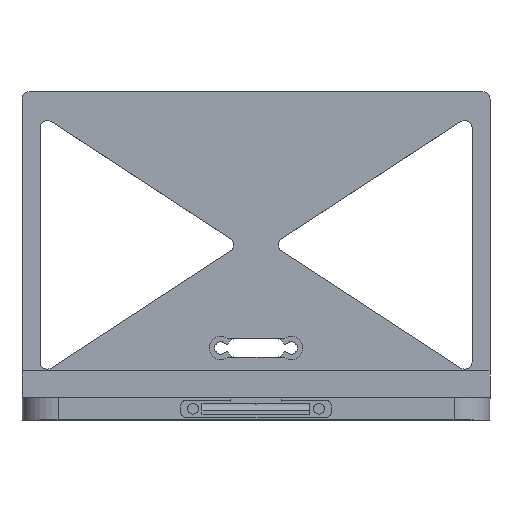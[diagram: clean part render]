
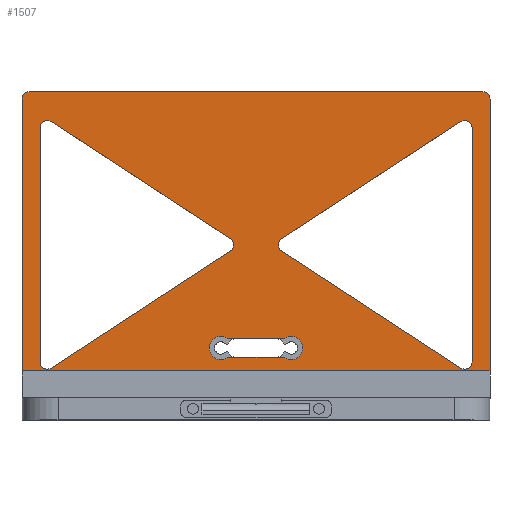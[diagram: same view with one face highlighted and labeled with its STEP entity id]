
A CAD part, top view. The second image highlights one B-rep face of the part: STEP entity #1507.
In plain terms, the highlighted planar face has unit normal (0, 0, 1).
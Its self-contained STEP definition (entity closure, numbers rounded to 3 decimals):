
#23=FACE_BOUND('',#272,.T.);
#24=FACE_BOUND('',#273,.T.);
#25=FACE_BOUND('',#274,.T.);
#93=CIRCLE('',#1630,2.);
#94=CIRCLE('',#1631,2.);
#95=CIRCLE('',#1632,2.);
#96=CIRCLE('',#1633,2.);
#97=CIRCLE('',#1634,2.);
#98=CIRCLE('',#1635,2.);
#99=CIRCLE('',#1636,2.);
#100=CIRCLE('',#1637,2.);
#101=CIRCLE('',#1638,0.2);
#102=CIRCLE('',#1639,0.2);
#103=CIRCLE('',#1640,3.25);
#104=CIRCLE('',#1641,0.2);
#105=CIRCLE('',#1642,0.2);
#106=CIRCLE('',#1643,3.25);
#185=FACE_OUTER_BOUND('',#271,.T.);
#271=EDGE_LOOP('',(#1187,#1188,#1189,#1190,#1191,#1192));
#272=EDGE_LOOP('',(#1193,#1194,#1195,#1196,#1197,#1198));
#273=EDGE_LOOP('',(#1199,#1200,#1201,#1202,#1203,#1204));
#274=EDGE_LOOP('',(#1205,#1206,#1207,#1208,#1209,#1210,#1211,#1212));
#399=LINE('',#2398,#543);
#402=LINE('',#2406,#546);
#405=LINE('',#2412,#549);
#406=LINE('',#2416,#550);
#407=LINE('',#2420,#551);
#408=LINE('',#2424,#552);
#409=LINE('',#2428,#553);
#410=LINE('',#2432,#554);
#411=LINE('',#2436,#555);
#412=LINE('',#2440,#556);
#413=LINE('',#2446,#557);
#414=LINE('',#2454,#558);
#543=VECTOR('',#1927,10.);
#546=VECTOR('',#1934,10.);
#549=VECTOR('',#1939,10.);
#550=VECTOR('',#1942,10.);
#551=VECTOR('',#1945,10.);
#552=VECTOR('',#1948,10.);
#553=VECTOR('',#1951,10.);
#554=VECTOR('',#1954,10.);
#555=VECTOR('',#1957,10.);
#556=VECTOR('',#1960,10.);
#557=VECTOR('',#1965,10.);
#558=VECTOR('',#1972,10.);
#676=VERTEX_POINT('',#2394);
#678=VERTEX_POINT('',#2397);
#681=VERTEX_POINT('',#2405);
#683=VERTEX_POINT('',#2411);
#684=VERTEX_POINT('',#2413);
#685=VERTEX_POINT('',#2415);
#686=VERTEX_POINT('',#2418);
#687=VERTEX_POINT('',#2419);
#688=VERTEX_POINT('',#2421);
#689=VERTEX_POINT('',#2423);
#690=VERTEX_POINT('',#2425);
#691=VERTEX_POINT('',#2427);
#692=VERTEX_POINT('',#2430);
#693=VERTEX_POINT('',#2431);
#694=VERTEX_POINT('',#2433);
#695=VERTEX_POINT('',#2435);
#696=VERTEX_POINT('',#2437);
#697=VERTEX_POINT('',#2439);
#698=VERTEX_POINT('',#2442);
#699=VERTEX_POINT('',#2443);
#700=VERTEX_POINT('',#2445);
#701=VERTEX_POINT('',#2447);
#702=VERTEX_POINT('',#2449);
#703=VERTEX_POINT('',#2451);
#704=VERTEX_POINT('',#2453);
#705=VERTEX_POINT('',#2455);
#858=EDGE_CURVE('',#678,#676,#399,.T.);
#862=EDGE_CURVE('',#681,#678,#402,.T.);
#865=EDGE_CURVE('',#676,#683,#405,.T.);
#866=EDGE_CURVE('',#684,#683,#93,.T.);
#867=EDGE_CURVE('',#684,#685,#406,.T.);
#868=EDGE_CURVE('',#681,#685,#94,.T.);
#869=EDGE_CURVE('',#686,#687,#407,.T.);
#870=EDGE_CURVE('',#688,#687,#95,.T.);
#871=EDGE_CURVE('',#688,#689,#408,.T.);
#872=EDGE_CURVE('',#690,#689,#96,.T.);
#873=EDGE_CURVE('',#690,#691,#409,.T.);
#874=EDGE_CURVE('',#686,#691,#97,.T.);
#875=EDGE_CURVE('',#692,#693,#410,.T.);
#876=EDGE_CURVE('',#694,#693,#98,.T.);
#877=EDGE_CURVE('',#694,#695,#411,.T.);
#878=EDGE_CURVE('',#696,#695,#99,.T.);
#879=EDGE_CURVE('',#696,#697,#412,.T.);
#880=EDGE_CURVE('',#692,#697,#100,.T.);
#881=EDGE_CURVE('',#698,#699,#101,.T.);
#882=EDGE_CURVE('',#698,#700,#413,.T.);
#883=EDGE_CURVE('',#701,#700,#102,.T.);
#884=EDGE_CURVE('',#701,#702,#103,.T.);
#885=EDGE_CURVE('',#703,#702,#104,.T.);
#886=EDGE_CURVE('',#703,#704,#414,.T.);
#887=EDGE_CURVE('',#705,#704,#105,.T.);
#888=EDGE_CURVE('',#705,#699,#106,.T.);
#1187=ORIENTED_EDGE('',*,*,#858,.T.);
#1188=ORIENTED_EDGE('',*,*,#865,.T.);
#1189=ORIENTED_EDGE('',*,*,#866,.F.);
#1190=ORIENTED_EDGE('',*,*,#867,.T.);
#1191=ORIENTED_EDGE('',*,*,#868,.F.);
#1192=ORIENTED_EDGE('',*,*,#862,.T.);
#1193=ORIENTED_EDGE('',*,*,#869,.T.);
#1194=ORIENTED_EDGE('',*,*,#870,.F.);
#1195=ORIENTED_EDGE('',*,*,#871,.T.);
#1196=ORIENTED_EDGE('',*,*,#872,.F.);
#1197=ORIENTED_EDGE('',*,*,#873,.T.);
#1198=ORIENTED_EDGE('',*,*,#874,.F.);
#1199=ORIENTED_EDGE('',*,*,#875,.T.);
#1200=ORIENTED_EDGE('',*,*,#876,.F.);
#1201=ORIENTED_EDGE('',*,*,#877,.T.);
#1202=ORIENTED_EDGE('',*,*,#878,.F.);
#1203=ORIENTED_EDGE('',*,*,#879,.T.);
#1204=ORIENTED_EDGE('',*,*,#880,.F.);
#1205=ORIENTED_EDGE('',*,*,#881,.F.);
#1206=ORIENTED_EDGE('',*,*,#882,.T.);
#1207=ORIENTED_EDGE('',*,*,#883,.F.);
#1208=ORIENTED_EDGE('',*,*,#884,.T.);
#1209=ORIENTED_EDGE('',*,*,#885,.F.);
#1210=ORIENTED_EDGE('',*,*,#886,.T.);
#1211=ORIENTED_EDGE('',*,*,#887,.F.);
#1212=ORIENTED_EDGE('',*,*,#888,.T.);
#1452=PLANE('',#1629);
#1507=ADVANCED_FACE('',(#185,#23,#24,#25),#1452,.T.);
#1629=AXIS2_PLACEMENT_3D('',#2410,#1937,#1938);
#1630=AXIS2_PLACEMENT_3D('',#2414,#1940,#1941);
#1631=AXIS2_PLACEMENT_3D('',#2417,#1943,#1944);
#1632=AXIS2_PLACEMENT_3D('',#2422,#1946,#1947);
#1633=AXIS2_PLACEMENT_3D('',#2426,#1949,#1950);
#1634=AXIS2_PLACEMENT_3D('',#2429,#1952,#1953);
#1635=AXIS2_PLACEMENT_3D('',#2434,#1955,#1956);
#1636=AXIS2_PLACEMENT_3D('',#2438,#1958,#1959);
#1637=AXIS2_PLACEMENT_3D('',#2441,#1961,#1962);
#1638=AXIS2_PLACEMENT_3D('',#2444,#1963,#1964);
#1639=AXIS2_PLACEMENT_3D('',#2448,#1966,#1967);
#1640=AXIS2_PLACEMENT_3D('',#2450,#1968,#1969);
#1641=AXIS2_PLACEMENT_3D('',#2452,#1970,#1971);
#1642=AXIS2_PLACEMENT_3D('',#2456,#1973,#1974);
#1643=AXIS2_PLACEMENT_3D('',#2457,#1975,#1976);
#1927=DIRECTION('',(1.,0.,0.));
#1934=DIRECTION('',(0.,-1.,0.));
#1937=DIRECTION('center_axis',(0.,0.,1.));
#1938=DIRECTION('ref_axis',(1.,0.,0.));
#1939=DIRECTION('',(0.,1.,0.));
#1940=DIRECTION('center_axis',(0.,0.,-1.));
#1941=DIRECTION('ref_axis',(0.707,0.707,0.));
#1942=DIRECTION('',(-1.,0.,0.));
#1943=DIRECTION('center_axis',(0.,0.,-1.));
#1944=DIRECTION('ref_axis',(-0.707,0.707,0.));
#1945=DIRECTION('',(0.837,0.547,0.));
#1946=DIRECTION('center_axis',(0.,0.,1.));
#1947=DIRECTION('ref_axis',(0.476,0.88,0.));
#1948=DIRECTION('',(0.,-1.,0.));
#1949=DIRECTION('center_axis',(0.,0.,1.));
#1950=DIRECTION('ref_axis',(0.476,-0.88,0.));
#1951=DIRECTION('',(-0.837,0.547,0.));
#1952=DIRECTION('center_axis',(0.,0.,1.));
#1953=DIRECTION('ref_axis',(-1.,0.,0.));
#1954=DIRECTION('',(0.,1.,0.));
#1955=DIRECTION('center_axis',(0.,0.,1.));
#1956=DIRECTION('ref_axis',(-0.476,0.88,0.));
#1957=DIRECTION('',(0.837,-0.547,0.));
#1958=DIRECTION('center_axis',(0.,0.,1.));
#1959=DIRECTION('ref_axis',(1.,0.,0.));
#1960=DIRECTION('',(-0.837,-0.547,0.));
#1961=DIRECTION('center_axis',(0.,0.,1.));
#1962=DIRECTION('ref_axis',(-0.476,-0.88,0.));
#1963=DIRECTION('center_axis',(0.,0.,-1.));
#1964=DIRECTION('ref_axis',(-0.295,-0.956,0.));
#1965=DIRECTION('',(1.,0.,0.));
#1966=DIRECTION('center_axis',(0.,0.,-1.));
#1967=DIRECTION('ref_axis',(0.295,-0.956,0.));
#1968=DIRECTION('center_axis',(0.,0.,-1.));
#1969=DIRECTION('ref_axis',(1.,0.,0.));
#1970=DIRECTION('center_axis',(0.,0.,-1.));
#1971=DIRECTION('ref_axis',(0.295,0.956,0.));
#1972=DIRECTION('',(-1.,0.,0.));
#1973=DIRECTION('center_axis',(0.,0.,-1.));
#1974=DIRECTION('ref_axis',(-0.295,0.956,0.));
#1975=DIRECTION('center_axis',(0.,0.,-1.));
#1976=DIRECTION('ref_axis',(1.,0.,0.));
#2394=CARTESIAN_POINT('',(65.,-35.,10.));
#2397=CARTESIAN_POINT('',(-65.,-35.,10.));
#2398=CARTESIAN_POINT('',(0.,-35.,10.));
#2405=CARTESIAN_POINT('',(-65.,40.5,10.));
#2406=CARTESIAN_POINT('',(-65.,-42.5,10.));
#2410=CARTESIAN_POINT('Origin',(0.,0.,
10.));
#2411=CARTESIAN_POINT('',(65.,40.5,10.));
#2412=CARTESIAN_POINT('',(65.,42.5,10.));
#2413=CARTESIAN_POINT('',(63.,42.5,10.));
#2414=CARTESIAN_POINT('Origin',(63.,40.5,10.));
#2415=CARTESIAN_POINT('',(-63.,42.5,10.));
#2416=CARTESIAN_POINT('',(-65.,42.5,10.));
#2417=CARTESIAN_POINT('Origin',(-63.,40.5,10.));
#2418=CARTESIAN_POINT('',(7.128,1.674,10.));
#2419=CARTESIAN_POINT('',(56.906,34.22,10.));
#2420=CARTESIAN_POINT('',(65.,39.513,10.));
#2421=CARTESIAN_POINT('',(60.,32.547,10.));
#2422=CARTESIAN_POINT('Origin',(58.,32.547,10.));
#2423=CARTESIAN_POINT('',(60.,-32.547,10.));
#2424=CARTESIAN_POINT('',(60.,42.5,10.));
#2425=CARTESIAN_POINT('',(56.906,-34.22,10.));
#2426=CARTESIAN_POINT('Origin',(58.,-32.547,10.));
#2427=CARTESIAN_POINT('',(7.128,-1.674,10.));
#2428=CARTESIAN_POINT('',(-60.432,42.5,10.));
#2429=CARTESIAN_POINT('Origin',(8.223,0.,10.));
#2430=CARTESIAN_POINT('',(-60.,-32.547,10.));
#2431=CARTESIAN_POINT('',(-60.,32.547,10.));
#2432=CARTESIAN_POINT('',(-60.,42.5,10.));
#2433=CARTESIAN_POINT('',(-56.906,34.22,10.));
#2434=CARTESIAN_POINT('Origin',(-58.,32.547,10.));
#2435=CARTESIAN_POINT('',(-7.128,1.674,10.));
#2436=CARTESIAN_POINT('',(60.432,-42.5,10.));
#2437=CARTESIAN_POINT('',(-7.128,-1.674,10.));
#2438=CARTESIAN_POINT('Origin',(-8.223,0.,
10.));
#2439=CARTESIAN_POINT('',(-56.906,-34.22,10.));
#2440=CARTESIAN_POINT('',(60.432,42.5,10.));
#2441=CARTESIAN_POINT('Origin',(-58.,-32.547,10.));
#2442=CARTESIAN_POINT('',(-7.806,-26.,10.));
#2443=CARTESIAN_POINT('',(-7.918,-25.965,10.));
#2444=CARTESIAN_POINT('Origin',(-7.806,-25.8,10.));
#2445=CARTESIAN_POINT('',(7.806,-26.,10.));
#2446=CARTESIAN_POINT('',(-11.631,-26.,10.));
#2447=CARTESIAN_POINT('',(7.918,-25.965,10.));
#2448=CARTESIAN_POINT('Origin',(7.806,-25.8,10.));
#2449=CARTESIAN_POINT('',(7.918,-31.335,10.));
#2450=CARTESIAN_POINT('Origin',(9.75,-28.65,10.));
#2451=CARTESIAN_POINT('',(7.806,-31.3,10.));
#2452=CARTESIAN_POINT('Origin',(7.806,-31.5,10.));
#2453=CARTESIAN_POINT('',(-7.806,-31.3,10.));
#2454=CARTESIAN_POINT('',(11.631,-31.3,10.));
#2455=CARTESIAN_POINT('',(-7.918,-31.335,10.));
#2456=CARTESIAN_POINT('Origin',(-7.806,-31.5,10.));
#2457=CARTESIAN_POINT('Origin',(-9.75,-28.65,10.));
